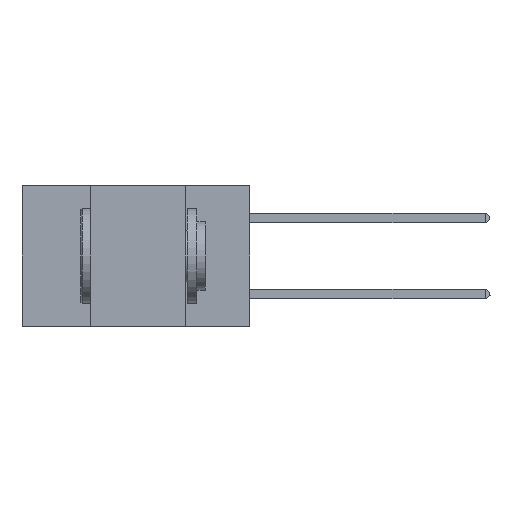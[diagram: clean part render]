
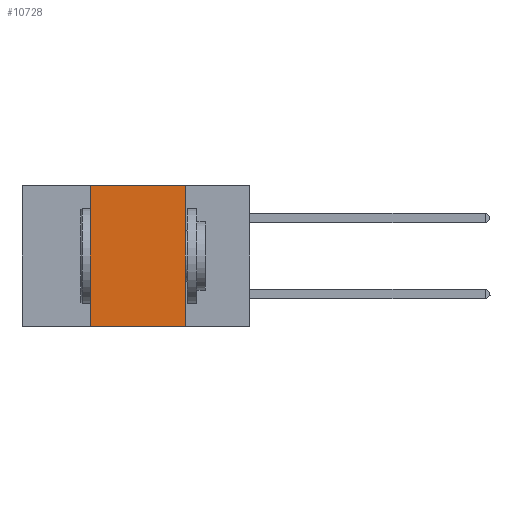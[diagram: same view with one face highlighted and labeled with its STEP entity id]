
A CAD part, left-side view. The second image highlights one B-rep face of the part: STEP entity #10728.
In plain terms, the highlighted planar face has unit normal (-1, 0, 0).
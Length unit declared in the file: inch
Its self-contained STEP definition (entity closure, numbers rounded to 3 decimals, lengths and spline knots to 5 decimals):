
#499 = DIRECTION ( 'NONE',  ( 0., 0., -1. ) ) ;
#2634 = CARTESIAN_POINT ( 'NONE',  ( 0., 0.6, 0. ) ) ;
#3335 = ORIENTED_EDGE ( 'NONE', *, *, #12606, .F. ) ;
#3609 = CARTESIAN_POINT ( 'NONE',  ( 0., 0.17, 0. ) ) ;
#4294 = CARTESIAN_POINT ( 'NONE',  ( 0., 0.6, -0.37 ) ) ;
#5131 = VECTOR ( 'NONE', #25954, 39.37008 ) ;
#6626 = EDGE_CURVE ( 'NONE', #9888, #6953, #24335, .T. ) ;
#6708 = ORIENTED_EDGE ( 'NONE', *, *, #8965, .T. ) ;
#6953 = VERTEX_POINT ( 'NONE', #20945 ) ;
#7073 = VECTOR ( 'NONE', #19201, 39.37008 ) ;
#7756 = LINE ( 'NONE', #4294, #7073 ) ;
#8268 = LINE ( 'NONE', #22056, #25469 ) ;
#8325 = FACE_OUTER_BOUND ( 'NONE', #10694, .T. ) ;
#8696 = CARTESIAN_POINT ( 'NONE',  ( 0., 0.17, -0.37 ) ) ;
#8965 = EDGE_CURVE ( 'NONE', #9215, #10818, #7756, .T. ) ;
#9082 = DIRECTION ( 'NONE',  ( 0., 0., 1. ) ) ;
#9215 = VERTEX_POINT ( 'NONE', #17476 ) ;
#9888 = VERTEX_POINT ( 'NONE', #22497 ) ;
#10694 = EDGE_LOOP ( 'NONE', ( #3335, #15650, #13958, #6708 ) ) ;
#10728 = ADVANCED_FACE ( 'NONE', ( #8325 ), #14217, .F. ) ;
#10818 = VERTEX_POINT ( 'NONE', #8696 ) ;
#11946 = EDGE_CURVE ( 'NONE', #9215, #9888, #8268, .T. ) ;
#12606 = EDGE_CURVE ( 'NONE', #6953, #10818, #13852, .T. ) ;
#13852 = LINE ( 'NONE', #3609, #24463 ) ;
#13958 = ORIENTED_EDGE ( 'NONE', *, *, #11946, .F. ) ;
#14217 = PLANE ( 'NONE',  #15391 ) ;
#14959 = CARTESIAN_POINT ( 'NONE',  ( 0., 0.6, 0. ) ) ;
#15391 = AXIS2_PLACEMENT_3D ( 'NONE', #14959, #21500, #499 ) ;
#15650 = ORIENTED_EDGE ( 'NONE', *, *, #6626, .F. ) ;
#17476 = CARTESIAN_POINT ( 'NONE',  ( 0., 0.42, -0.37 ) ) ;
#19201 = DIRECTION ( 'NONE',  ( 0., -1., 0. ) ) ;
#20945 = CARTESIAN_POINT ( 'NONE',  ( 0., 0.17, 0. ) ) ;
#21500 = DIRECTION ( 'NONE',  ( 1., 0., 0. ) ) ;
#22056 = CARTESIAN_POINT ( 'NONE',  ( 0., 0.42, 0. ) ) ;
#22497 = CARTESIAN_POINT ( 'NONE',  ( 0., 0.42, 0. ) ) ;
#24335 = LINE ( 'NONE', #2634, #5131 ) ;
#24463 = VECTOR ( 'NONE', #26812, 39.37008 ) ;
#25469 = VECTOR ( 'NONE', #9082, 39.37008 ) ;
#25954 = DIRECTION ( 'NONE',  ( 0., -1., 0. ) ) ;
#26812 = DIRECTION ( 'NONE',  ( 0., 0., -1. ) ) ;
